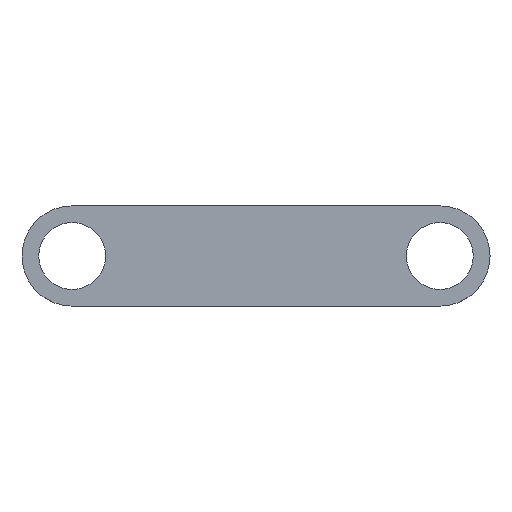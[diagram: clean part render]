
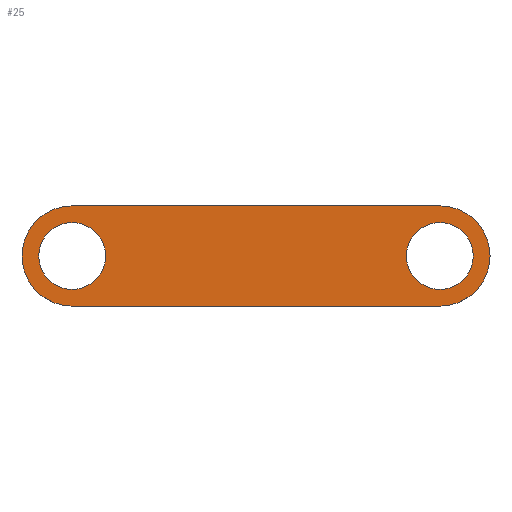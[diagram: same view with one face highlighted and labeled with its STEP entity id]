
A CAD part, top view. The second image highlights one B-rep face of the part: STEP entity #25.
In plain terms, the highlighted planar face has unit normal (0, 0, 1).
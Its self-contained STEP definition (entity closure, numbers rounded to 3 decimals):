
#3 = CARTESIAN_POINT ( 'NONE',  ( 56.875, 2.188, 5. ) ) ;
#6 = EDGE_CURVE ( 'NONE', #350, #340, #88, .T. ) ;
#10 = CIRCLE ( 'NONE', #244, 10. ) ;
#12 = CARTESIAN_POINT ( 'NONE',  ( -53.125, 17.188, 5. ) ) ;
#14 = CARTESIAN_POINT ( 'NONE',  ( 66.875, 2.188, 5. ) ) ;
#19 = EDGE_LOOP ( 'NONE', ( #419, #155 ) ) ;
#22 = VERTEX_POINT ( 'NONE', #287 ) ;
#25 = ADVANCED_FACE ( 'NONE', ( #289, #152, #232 ), #329, .T. ) ;
#30 = CIRCLE ( 'NONE', #216, 15. ) ;
#40 = EDGE_LOOP ( 'NONE', ( #344, #276, #346, #81, #218 ) ) ;
#42 = EDGE_CURVE ( 'NONE', #330, #101, #79, .T. ) ;
#46 = DIRECTION ( 'NONE',  ( -1., 0., 0. ) ) ;
#47 = AXIS2_PLACEMENT_3D ( 'NONE', #76, #327, #174 ) ;
#52 = VERTEX_POINT ( 'NONE', #361 ) ;
#65 = CARTESIAN_POINT ( 'NONE',  ( 56.875, 2.188, 5. ) ) ;
#76 = CARTESIAN_POINT ( 'NONE',  ( -53.125, 2.188, 5. ) ) ;
#79 = CIRCLE ( 'NONE', #226, 15. ) ;
#80 = CARTESIAN_POINT ( 'NONE',  ( 46.875, 2.188, 5. ) ) ;
#81 = ORIENTED_EDGE ( 'NONE', *, *, #42, .T. ) ;
#88 = CIRCLE ( 'NONE', #324, 10. ) ;
#89 = VERTEX_POINT ( 'NONE', #404 ) ;
#95 = CARTESIAN_POINT ( 'NONE',  ( -53.125, 2.188, 5. ) ) ;
#101 = VERTEX_POINT ( 'NONE', #325 ) ;
#107 = AXIS2_PLACEMENT_3D ( 'NONE', #143, #408, #115 ) ;
#114 = VECTOR ( 'NONE', #335, 1000. ) ;
#115 = DIRECTION ( 'NONE',  ( 1., 0., 0. ) ) ;
#116 = LINE ( 'NONE', #241, #114 ) ;
#118 = CARTESIAN_POINT ( 'NONE',  ( -53.125, 17.188, 5. ) ) ;
#127 = AXIS2_PLACEMENT_3D ( 'NONE', #177, #238, #148 ) ;
#139 = AXIS2_PLACEMENT_3D ( 'NONE', #240, #375, #342 ) ;
#143 = CARTESIAN_POINT ( 'NONE',  ( 56.875, 2.188, 5. ) ) ;
#148 = DIRECTION ( 'NONE',  ( 1., 0., 0. ) ) ;
#152 = FACE_OUTER_BOUND ( 'NONE', #40, .T. ) ;
#154 = DIRECTION ( 'NONE',  ( 0., 0., 1. ) ) ;
#155 = ORIENTED_EDGE ( 'NONE', *, *, #6, .F. ) ;
#164 = DIRECTION ( 'NONE',  ( 1., 0., 0. ) ) ;
#166 = CIRCLE ( 'NONE', #139, 15. ) ;
#174 = DIRECTION ( 'NONE',  ( 1., 0., 0. ) ) ;
#177 = CARTESIAN_POINT ( 'NONE',  ( -53.125, 2.188, 5. ) ) ;
#183 = ORIENTED_EDGE ( 'NONE', *, *, #294, .F. ) ;
#192 = DIRECTION ( 'NONE',  ( 0., 0., 1. ) ) ;
#196 = DIRECTION ( 'NONE',  ( 0., 0., 1. ) ) ;
#200 = VERTEX_POINT ( 'NONE', #12 ) ;
#216 = AXIS2_PLACEMENT_3D ( 'NONE', #345, #379, #336 ) ;
#218 = ORIENTED_EDGE ( 'NONE', *, *, #262, .T. ) ;
#224 = VECTOR ( 'NONE', #46, 1000. ) ;
#226 = AXIS2_PLACEMENT_3D ( 'NONE', #3, #196, #332 ) ;
#231 = CIRCLE ( 'NONE', #107, 10. ) ;
#232 = FACE_BOUND ( 'NONE', #19, .T. ) ;
#235 = LINE ( 'NONE', #118, #224 ) ;
#236 = EDGE_CURVE ( 'NONE', #200, #298, #30, .T. ) ;
#238 = DIRECTION ( 'NONE',  ( 0., 0., 1. ) ) ;
#240 = CARTESIAN_POINT ( 'NONE',  ( -53.125, 2.188, 5. ) ) ;
#241 = CARTESIAN_POINT ( 'NONE',  ( -53.125, -12.812, 5. ) ) ;
#244 = AXIS2_PLACEMENT_3D ( 'NONE', #95, #154, #347 ) ;
#262 = EDGE_CURVE ( 'NONE', #101, #200, #235, .T. ) ;
#271 = CARTESIAN_POINT ( 'NONE',  ( 56.875, -12.812, 5. ) ) ;
#276 = ORIENTED_EDGE ( 'NONE', *, *, #393, .T. ) ;
#287 = CARTESIAN_POINT ( 'NONE',  ( -53.125, -12.812, 5. ) ) ;
#289 = FACE_BOUND ( 'NONE', #382, .T. ) ;
#294 = EDGE_CURVE ( 'NONE', #89, #52, #303, .T. ) ;
#298 = VERTEX_POINT ( 'NONE', #338 ) ;
#303 = CIRCLE ( 'NONE', #127, 10. ) ;
#324 = AXIS2_PLACEMENT_3D ( 'NONE', #65, #192, #164 ) ;
#325 = CARTESIAN_POINT ( 'NONE',  ( 56.875, 17.188, 5. ) ) ;
#327 = DIRECTION ( 'NONE',  ( 0., 0., 1. ) ) ;
#329 = PLANE ( 'NONE',  #47 ) ;
#330 = VERTEX_POINT ( 'NONE', #271 ) ;
#332 = DIRECTION ( 'NONE',  ( 1., 0., 0. ) ) ;
#335 = DIRECTION ( 'NONE',  ( 1., 0., 0. ) ) ;
#336 = DIRECTION ( 'NONE',  ( 1., 0., 0. ) ) ;
#337 = EDGE_CURVE ( 'NONE', #22, #330, #116, .T. ) ;
#338 = CARTESIAN_POINT ( 'NONE',  ( -68.125, 2.188, 5. ) ) ;
#340 = VERTEX_POINT ( 'NONE', #80 ) ;
#342 = DIRECTION ( 'NONE',  ( 1., 0., 0. ) ) ;
#344 = ORIENTED_EDGE ( 'NONE', *, *, #236, .T. ) ;
#345 = CARTESIAN_POINT ( 'NONE',  ( -53.125, 2.188, 5. ) ) ;
#346 = ORIENTED_EDGE ( 'NONE', *, *, #337, .T. ) ;
#347 = DIRECTION ( 'NONE',  ( 1., 0., 0. ) ) ;
#350 = VERTEX_POINT ( 'NONE', #14 ) ;
#359 = ORIENTED_EDGE ( 'NONE', *, *, #421, .F. ) ;
#361 = CARTESIAN_POINT ( 'NONE',  ( -63.125, 2.188, 5. ) ) ;
#375 = DIRECTION ( 'NONE',  ( 0., 0., 1. ) ) ;
#379 = DIRECTION ( 'NONE',  ( 0., 0., 1. ) ) ;
#382 = EDGE_LOOP ( 'NONE', ( #359, #183 ) ) ;
#388 = EDGE_CURVE ( 'NONE', #340, #350, #231, .T. ) ;
#393 = EDGE_CURVE ( 'NONE', #298, #22, #166, .T. ) ;
#404 = CARTESIAN_POINT ( 'NONE',  ( -43.125, 2.188, 5. ) ) ;
#408 = DIRECTION ( 'NONE',  ( 0., 0., 1. ) ) ;
#419 = ORIENTED_EDGE ( 'NONE', *, *, #388, .F. ) ;
#421 = EDGE_CURVE ( 'NONE', #52, #89, #10, .T. ) ;
